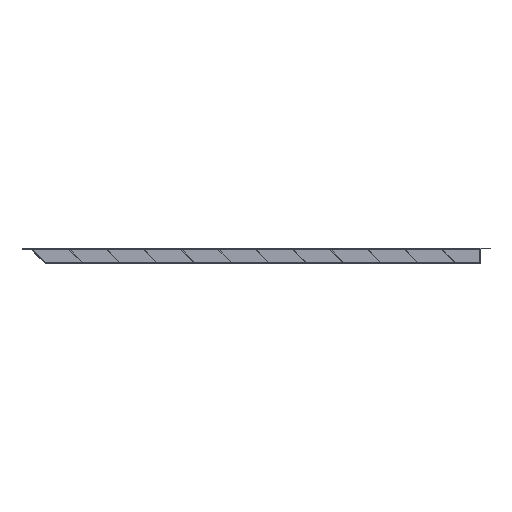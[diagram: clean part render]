
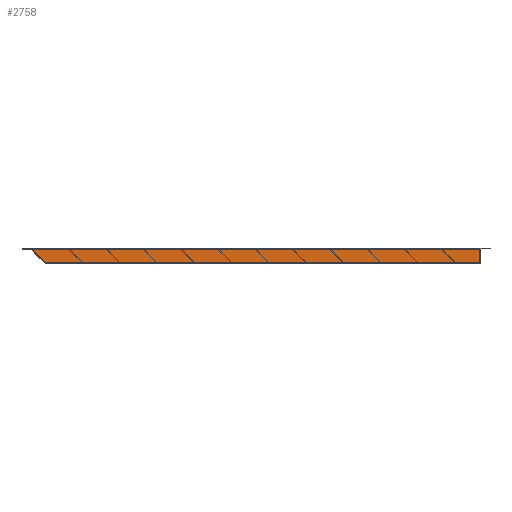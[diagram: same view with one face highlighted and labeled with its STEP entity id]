
A CAD part, left-side view. The second image highlights one B-rep face of the part: STEP entity #2758.
In plain terms, the highlighted face is planar.
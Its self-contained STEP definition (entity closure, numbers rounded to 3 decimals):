
#25 = LINE ( 'NONE', #5066, #8192 ) ;
#203 = LINE ( 'NONE', #7940, #6673 ) ;
#220 = DIRECTION ( 'NONE',  ( 0.707, 0.707, 0. ) ) ;
#472 = DIRECTION ( 'NONE',  ( 1., 0., 0. ) ) ;
#741 = CARTESIAN_POINT ( 'NONE',  ( 0., 0., 0. ) ) ;
#833 = ORIENTED_EDGE ( 'NONE', *, *, #2254, .T. ) ;
#935 = LINE ( 'NONE', #6032, #7714 ) ;
#1137 = ORIENTED_EDGE ( 'NONE', *, *, #1793, .T. ) ;
#1185 = VERTEX_POINT ( 'NONE', #4117 ) ;
#1270 = DIRECTION ( 'NONE',  ( -1., 0., 0. ) ) ;
#1629 = VERTEX_POINT ( 'NONE', #2162 ) ;
#1793 = EDGE_CURVE ( 'NONE', #4780, #8024, #7013, .T. ) ;
#1869 = CARTESIAN_POINT ( 'NONE',  ( 0., 0., 0. ) ) ;
#2056 = DIRECTION ( 'NONE',  ( 0., -1., 0. ) ) ;
#2162 = CARTESIAN_POINT ( 'NONE',  ( 22., -693., 0. ) ) ;
#2254 = EDGE_CURVE ( 'NONE', #1185, #1629, #935, .T. ) ;
#2646 = AXIS2_PLACEMENT_3D ( 'NONE', #741, #6160, #472 ) ;
#2673 = CARTESIAN_POINT ( 'NONE',  ( 22., 0., 0. ) ) ;
#2717 = DIRECTION ( 'NONE',  ( 0., 1., 0. ) ) ;
#2758 = ADVANCED_FACE ( 'Y�z1', ( #7757 ), #6438, .T. ) ;
#4115 = ORIENTED_EDGE ( 'NONE', *, *, #7783, .T. ) ;
#4117 = CARTESIAN_POINT ( 'NONE',  ( 0., -715., 0. ) ) ;
#4780 = VERTEX_POINT ( 'NONE', #2673 ) ;
#4824 = EDGE_LOOP ( 'NONE', ( #1137, #8212, #833, #4115 ) ) ;
#5066 = CARTESIAN_POINT ( 'NONE',  ( 0., 0., 0. ) ) ;
#6032 = CARTESIAN_POINT ( 'NONE',  ( 0., -715., 0. ) ) ;
#6160 = DIRECTION ( 'NONE',  ( 0., 0., 1. ) ) ;
#6438 = PLANE ( 'NONE',  #2646 ) ;
#6673 = VECTOR ( 'NONE', #2717, 1000. ) ;
#6782 = VECTOR ( 'NONE', #1270, 1000. ) ;
#7013 = LINE ( 'NONE', #7712, #6782 ) ;
#7281 = EDGE_CURVE ( 'NONE', #8024, #1185, #25, .T. ) ;
#7712 = CARTESIAN_POINT ( 'NONE',  ( 0., 0., 0. ) ) ;
#7714 = VECTOR ( 'NONE', #220, 1000. ) ;
#7757 = FACE_OUTER_BOUND ( 'NONE', #4824, .T. ) ;
#7783 = EDGE_CURVE ( 'NONE', #1629, #4780, #203, .T. ) ;
#7940 = CARTESIAN_POINT ( 'NONE',  ( 22., -693., 0. ) ) ;
#8024 = VERTEX_POINT ( 'NONE', #1869 ) ;
#8192 = VECTOR ( 'NONE', #2056, 1000. ) ;
#8212 = ORIENTED_EDGE ( 'NONE', *, *, #7281, .T. ) ;
